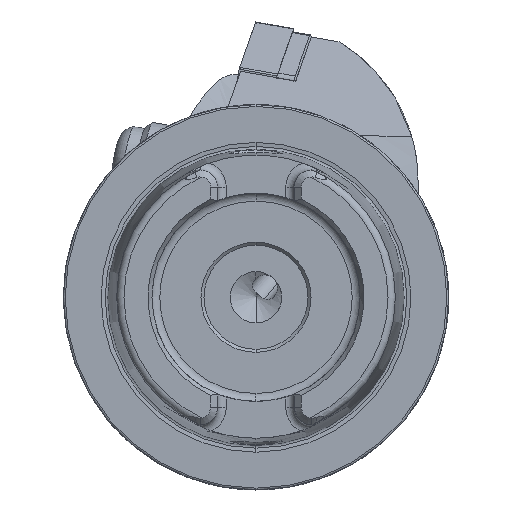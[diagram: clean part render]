
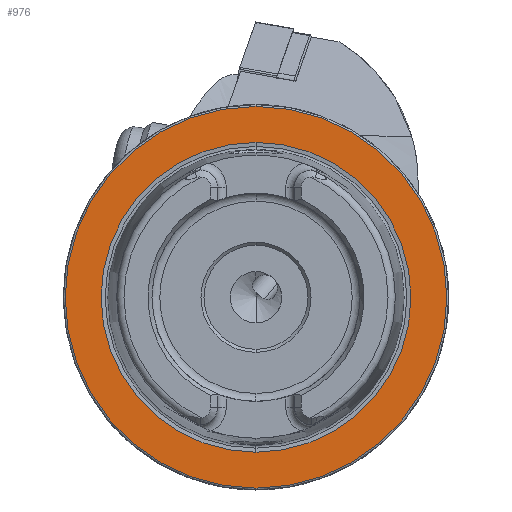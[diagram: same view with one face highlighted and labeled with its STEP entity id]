
A CAD part, left-side view. The second image highlights one B-rep face of the part: STEP entity #976.
In plain terms, the highlighted planar face has unit normal (-1, 0, 0).
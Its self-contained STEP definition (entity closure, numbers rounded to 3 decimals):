
#494 = CIRCLE ( 'NONE', #5774, 25.324 ) ;
#795 = CIRCLE ( 'NONE', #15782, 25.324 ) ;
#812 = CIRCLE ( 'NONE', #2567, 31.2 ) ;
#976 = ADVANCED_FACE ( 'NONE', ( #13767, #4272 ), #5989, .F. ) ;
#1024 = DIRECTION ( 'NONE',  ( 0., 0., 1. ) ) ;
#1728 = EDGE_LOOP ( 'NONE', ( #13434, #12920 ) ) ;
#2091 = DIRECTION ( 'NONE',  ( 0., 0., -1. ) ) ;
#2567 = AXIS2_PLACEMENT_3D ( 'NONE', #6070, #15495, #7444 ) ;
#4262 = CARTESIAN_POINT ( 'NONE',  ( 0., 0., 0. ) ) ;
#4272 = FACE_OUTER_BOUND ( 'NONE', #4294, .T. ) ;
#4282 = DIRECTION ( 'NONE',  ( -1., 0., 0. ) ) ;
#4294 = EDGE_LOOP ( 'NONE', ( #12500, #11118 ) ) ;
#4451 = VERTEX_POINT ( 'NONE', #6155 ) ;
#5626 = DIRECTION ( 'NONE',  ( 0., 0., 1. ) ) ;
#5728 = VERTEX_POINT ( 'NONE', #11451 ) ;
#5774 = AXIS2_PLACEMENT_3D ( 'NONE', #12383, #4282, #13711 ) ;
#5989 = PLANE ( 'NONE',  #10881 ) ;
#6070 = CARTESIAN_POINT ( 'NONE',  ( 0., 0., 0. ) ) ;
#6155 = CARTESIAN_POINT ( 'NONE',  ( 0., 0., -31.2 ) ) ;
#6166 = EDGE_CURVE ( 'NONE', #8963, #5728, #494, .T. ) ;
#7444 = DIRECTION ( 'NONE',  ( 0., 0., 1. ) ) ;
#8651 = DIRECTION ( 'NONE',  ( 1., 0., 0. ) ) ;
#8796 = CARTESIAN_POINT ( 'NONE',  ( 0., 0., -25.324 ) ) ;
#8963 = VERTEX_POINT ( 'NONE', #8796 ) ;
#9059 = DIRECTION ( 'NONE',  ( -1., 0., 0. ) ) ;
#9259 = CIRCLE ( 'NONE', #16640, 31.2 ) ;
#10840 = VERTEX_POINT ( 'NONE', #10934 ) ;
#10881 = AXIS2_PLACEMENT_3D ( 'NONE', #11409, #8651, #2091 ) ;
#10934 = CARTESIAN_POINT ( 'NONE',  ( 0., 0., 31.2 ) ) ;
#11118 = ORIENTED_EDGE ( 'NONE', *, *, #12078, .T. ) ;
#11409 = CARTESIAN_POINT ( 'NONE',  ( 0., 31.2, 0. ) ) ;
#11451 = CARTESIAN_POINT ( 'NONE',  ( 0., 0., 25.324 ) ) ;
#12078 = EDGE_CURVE ( 'NONE', #4451, #10840, #9259, .T. ) ;
#12383 = CARTESIAN_POINT ( 'NONE',  ( 0., 0., 0. ) ) ;
#12500 = ORIENTED_EDGE ( 'NONE', *, *, #13704, .T. ) ;
#12920 = ORIENTED_EDGE ( 'NONE', *, *, #6166, .F. ) ;
#13434 = ORIENTED_EDGE ( 'NONE', *, *, #14033, .F. ) ;
#13696 = DIRECTION ( 'NONE',  ( -1., 0., 0. ) ) ;
#13704 = EDGE_CURVE ( 'NONE', #10840, #4451, #812, .T. ) ;
#13711 = DIRECTION ( 'NONE',  ( 0., 0., 1. ) ) ;
#13767 = FACE_BOUND ( 'NONE', #1728, .T. ) ;
#14033 = EDGE_CURVE ( 'NONE', #5728, #8963, #795, .T. ) ;
#15495 = DIRECTION ( 'NONE',  ( -1., 0., 0. ) ) ;
#15782 = AXIS2_PLACEMENT_3D ( 'NONE', #4262, #13696, #5626 ) ;
#16640 = AXIS2_PLACEMENT_3D ( 'NONE', #17091, #9059, #1024 ) ;
#17091 = CARTESIAN_POINT ( 'NONE',  ( 0., 0., 0. ) ) ;
